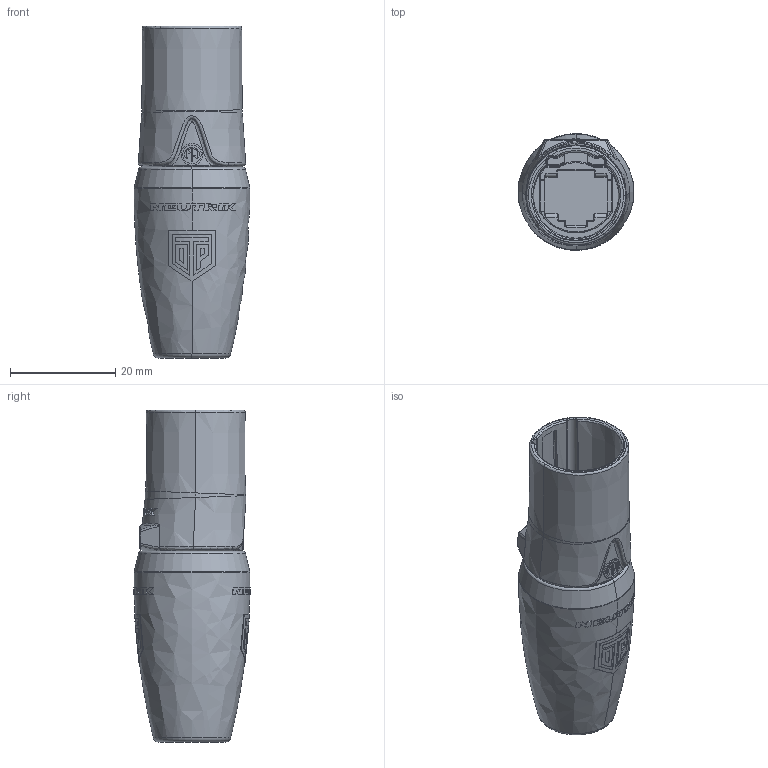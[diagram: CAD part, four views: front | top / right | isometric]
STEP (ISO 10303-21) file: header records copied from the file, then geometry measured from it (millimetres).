
FILE_DESCRIPTION((''),'2;1');
FILE_NAME('30011590','2024-07-16T15:26:30',('SYSTEM'),(''),'CREO PARAMETRIC BY PTC INC, 2023424','CREO PARAMETRIC BY PTC INC, 2023424','');
FILE_SCHEMA(('CONFIG_CONTROL_DESIGN'));
Length unit declared in the file: millimetre
Products named in the file (1): 30011590
Bounding box: 22.02 x 22.2 x 63.16 mm (x, y, z)
Volume: 15978.8 mm3; surface area: 5405.1 mm2
Topology: 1 solids, 1 shells, 702 faces, 1824 edges, 1170 vertices
Faces by surface type: bspline 238, plane 231, cylinder 80, extrusion 63, torus 47, cone 35, sphere 8
Entity records: 34013 total; most frequent: CARTESIAN_POINT 18700, ORIENTED_EDGE 3648, DIRECTION 2368, EDGE_CURVE 1824, VERTEX_POINT 1170, AXIS2_PLACEMENT_3D 798, B_SPLINE_CURVE_WITH_KNOTS 781, VECTOR 772
